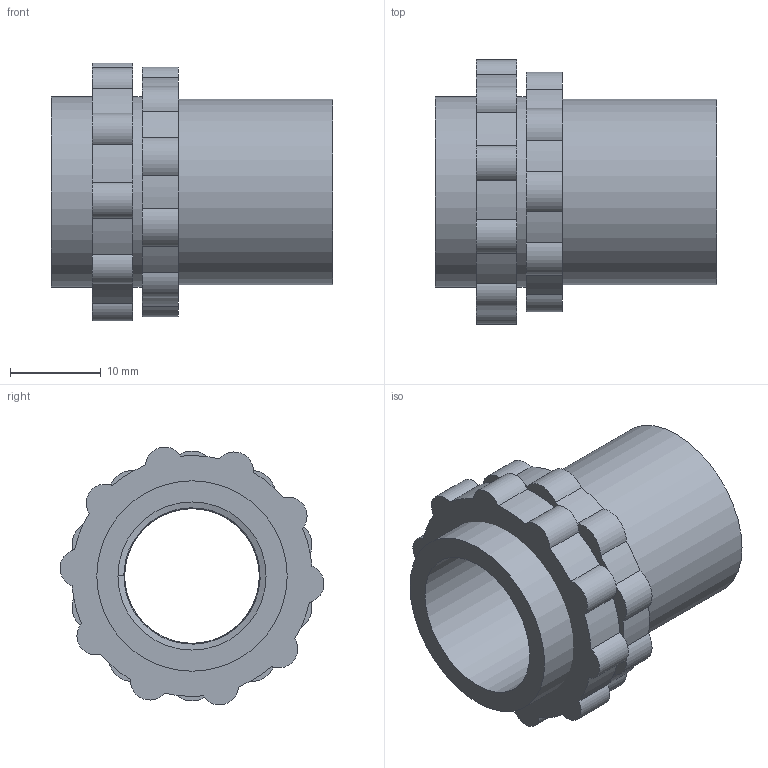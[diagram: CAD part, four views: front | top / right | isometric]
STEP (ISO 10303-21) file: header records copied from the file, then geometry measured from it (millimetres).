
FILE_DESCRIPTION(('STEP AP203'), '1');
FILE_NAME('Ìóôòà ââîäíàÿ äëÿ ìåòàëëîðóêàâà ïëàñòèêîâàÿ ÌÂÏ-12', '', ('UNSPECIFIED'), ('UNSPECIFIED'), 'ASCON STEP Converter 1.6', 'ASCON Math Kernel', '');
FILE_SCHEMA(('CONFIG_CONTROL_DESIGN'));
Length unit declared in the file: millimetre
Products named in the file (1): -02
Bounding box: 31 x 29.05 x 28.38 mm (x, y, z)
Volume: 5375.8 mm3; surface area: 6378.8 mm2
Topology: 3 solids, 3 shells, 59 faces, 150 edges, 100 vertices
Faces by surface type: cylinder 47, plane 9, bspline 3
Full cylindrical faces by diameter (mm): 16.3 x1, 17.8 x1, 19.5 x1, 20.4 x1, 20.955 x1
Entity records: 4656 total; most frequent: CARTESIAN_POINT 2646, DIRECTION 341, ORIENTED_EDGE 290, AXIS2_PLACEMENT_3D 147, EDGE_CURVE 145, VERTEX_POINT 100, CIRCLE 90, EDGE_LOOP 71
